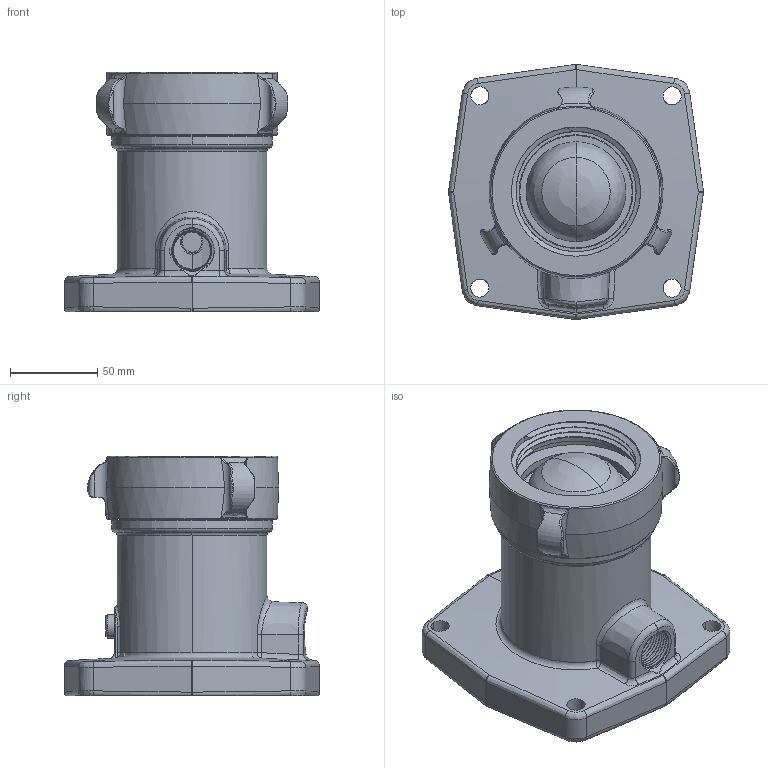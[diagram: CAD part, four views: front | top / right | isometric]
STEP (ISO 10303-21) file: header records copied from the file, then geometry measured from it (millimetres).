
FILE_DESCRIPTION((''),'2;1');
FILE_NAME('3_F5SS_00','2016-06-02T',('sobri'),(''),'CREO PARAMETRIC BY PTC INC, 2015290','CREO PARAMETRIC BY PTC INC, 2015290','');
FILE_SCHEMA(('CONFIG_CONTROL_DESIGN'));
Length unit declared in the file: inch
Products named in the file (1): 3_F5SS_00
Bounding box: 145.98 x 146.05 x 137.02 mm (x, y, z)
Surface area: 130567 mm2 (no closed solid volume)
Topology: 0 solids, 9 shells, 385 faces, 1425 edges, 1022 vertices
Faces by surface type: bspline 164, cone 76, cylinder 65, plane 45, torus 26, sphere 9
Entity records: 28350 total; most frequent: CARTESIAN_POINT 18433, ORIENTED_EDGE 2311, EDGE_CURVE 1419, DIRECTION 1360, VERTEX_POINT 1022, B_SPLINE_CURVE_WITH_KNOTS 830, AXIS2_PLACEMENT_3D 550, EDGE_LOOP 420
